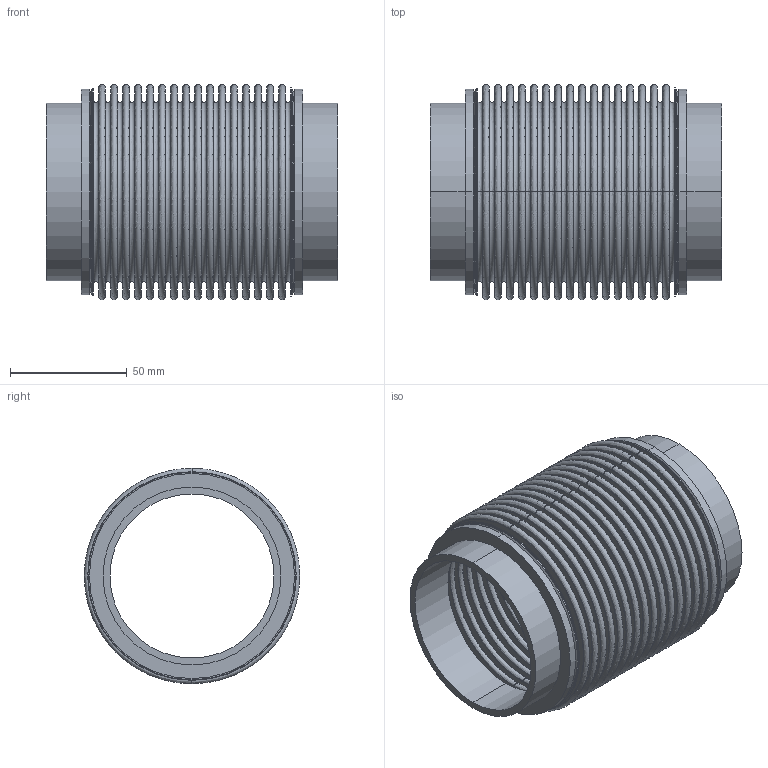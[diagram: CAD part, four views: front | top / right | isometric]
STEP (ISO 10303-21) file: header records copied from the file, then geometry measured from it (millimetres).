
FILE_DESCRIPTION( (''), '2;1');
FILE_NAME ('CAD714.3048.PF63_17480.stp','2017-01-24T16:01:07',(''),(''),'spGate 12.6.6','','');
FILE_SCHEMA (('AUTOMOTIVE_DESIGN'));
Length unit declared in the file: millimetre
Products named in the file (4): Assembly; PF63-1; PF63-2; PF63-2_mr
Assembly tree (3 placements, depth 2):
  Assembly
    PF63-1
    PF63-2
    PF63-2_mr
Bounding box: 125 x 92.3 x 92.3 mm (x, y, z)
Volume: 54842.3 mm3; surface area: 193805.4 mm2
Topology: 3 solids, 3 shells, 234 faces, 468 edges, 308 vertices
Faces by surface type: bspline 140, plane 74, cylinder 20
Entity records: 13440 total; most frequent: CARTESIAN_POINT 4942, ORIENTED_EDGE 936, DIRECTION 820, COLOUR_RGB 705, PRESENTATION_STYLE_ASSIGNMENT 705, STYLED_ITEM 705, EDGE_CURVE 468, DRAUGHTING_PRE_DEFINED_CURVE_FONT 468
